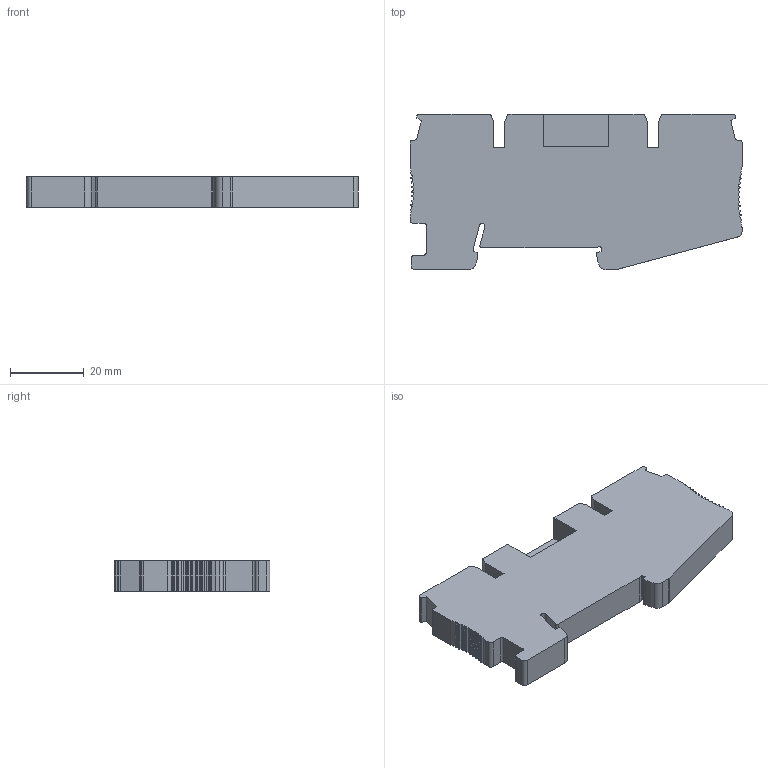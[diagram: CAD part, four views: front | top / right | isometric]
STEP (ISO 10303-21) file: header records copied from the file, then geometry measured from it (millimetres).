
FILE_DESCRIPTION((''),'2;1');
FILE_NAME('UJ6-6S','2023-11-01T',('Administrator'),(''),'PRO/ENGINEER BY PARAMETRIC TECHNOLOGY CORPORATION, 2013230','PRO/ENGINEER BY PARAMETRIC TECHNOLOGY CORPORATION, 2013230','');
FILE_SCHEMA(('CONFIG_CONTROL_DESIGN'));
Length unit declared in the file: millimetre
Products named in the file (1): UJ6-6S
Bounding box: 90.02 x 42.2 x 8.2 mm (x, y, z)
Volume: 21899.6 mm3; surface area: 12026.5 mm2
Topology: 1 solids, 1 shells, 219 faces, 630 edges, 420 vertices
Faces by surface type: plane 139, cylinder 80
Entity records: 7222 total; most frequent: CARTESIAN_POINT 1269, ORIENTED_EDGE 1260, DIRECTION 1228, EDGE_CURVE 630, VECTOR 470, LINE 470, VERTEX_POINT 420, AXIS2_PLACEMENT_3D 379
